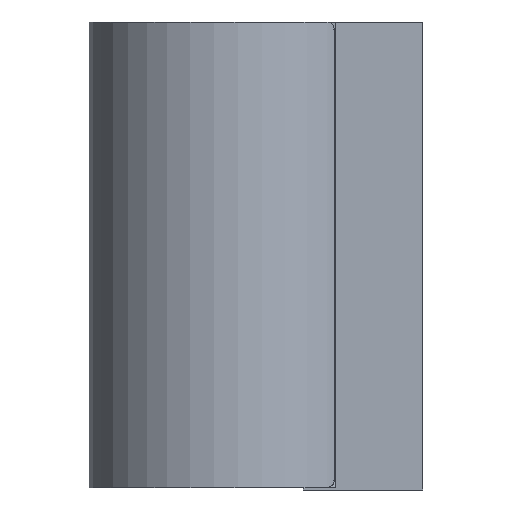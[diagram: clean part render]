
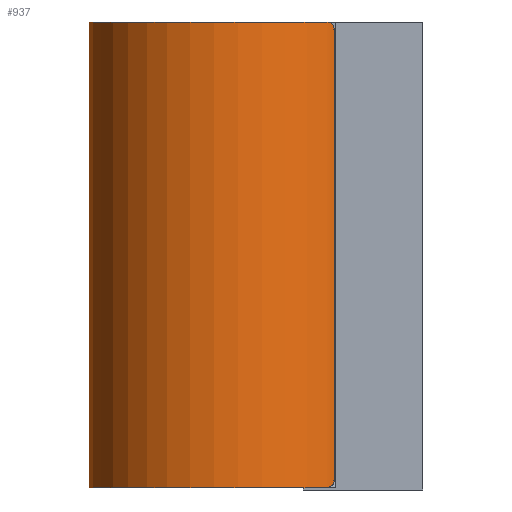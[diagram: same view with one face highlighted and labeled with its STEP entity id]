
A CAD part, left-side view. The second image highlights one B-rep face of the part: STEP entity #937.
In plain terms, the highlighted cylindrical face has radius 30 mm (diameter 60 mm), a partial arc.
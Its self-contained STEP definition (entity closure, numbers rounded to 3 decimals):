
#19=B_SPLINE_CURVE_WITH_KNOTS('',3,(#1575,#1576,#1577,#1578,#1579,#1580,
#1581,#1582,#1583,#1584),.UNSPECIFIED.,.F.,.F.,(4,2,2,2,4),(0.871,
0.956,1.041,1.096,1.151),
 .UNSPECIFIED.);
#21=B_SPLINE_CURVE_WITH_KNOTS('',3,(#1611,#1612,#1613,#1614,#1615,#1616,
#1617,#1618,#1619,#1620),.UNSPECIFIED.,.F.,.F.,(4,2,2,2,4),(1.151,
1.207,1.262,1.347,1.432),
 .UNSPECIFIED.);
#22=B_SPLINE_CURVE_WITH_KNOTS('',3,(#1624,#1625,#1626,#1627,#1628,#1629,
#1630,#1631,#1632,#1633),.UNSPECIFIED.,.F.,.F.,(4,2,2,2,4),(0.295,
0.38,0.465,0.52,0.576),
 .UNSPECIFIED.);
#23=B_SPLINE_CURVE_WITH_KNOTS('',3,(#1636,#1637,#1638,#1639,#1640,#1641,
#1642,#1643,#1644,#1645),.UNSPECIFIED.,.F.,.F.,(4,2,2,2,4),(0.576,
0.631,0.686,0.771,0.856),
 .UNSPECIFIED.);
#112=FACE_OUTER_BOUND('',#170,.T.);
#170=EDGE_LOOP('',(#836,#837,#838,#839,#840,#841,#842,#843));
#258=LINE('',#1603,#348);
#261=LINE('',#1622,#351);
#348=VECTOR('',#1313,10.);
#351=VECTOR('',#1320,10.);
#388=CIRCLE('',#1074,30.);
#389=CIRCLE('',#1075,30.);
#464=VERTEX_POINT('',#1573);
#465=VERTEX_POINT('',#1574);
#468=VERTEX_POINT('',#1602);
#470=VERTEX_POINT('',#1608);
#471=VERTEX_POINT('',#1610);
#472=VERTEX_POINT('',#1621);
#473=VERTEX_POINT('',#1623);
#474=VERTEX_POINT('',#1634);
#588=EDGE_CURVE('',#464,#465,#19,.T.);
#592=EDGE_CURVE('',#465,#468,#258,.T.);
#595=EDGE_CURVE('',#470,#464,#388,.T.);
#596=EDGE_CURVE('',#471,#470,#21,.T.);
#597=EDGE_CURVE('',#471,#472,#261,.T.);
#598=EDGE_CURVE('',#473,#472,#22,.T.);
#599=EDGE_CURVE('',#474,#473,#389,.T.);
#600=EDGE_CURVE('',#468,#474,#23,.T.);
#836=ORIENTED_EDGE('',*,*,#588,.F.);
#837=ORIENTED_EDGE('',*,*,#595,.F.);
#838=ORIENTED_EDGE('',*,*,#596,.F.);
#839=ORIENTED_EDGE('',*,*,#597,.T.);
#840=ORIENTED_EDGE('',*,*,#598,.F.);
#841=ORIENTED_EDGE('',*,*,#599,.F.);
#842=ORIENTED_EDGE('',*,*,#600,.F.);
#843=ORIENTED_EDGE('',*,*,#592,.F.);
#892=CYLINDRICAL_SURFACE('',#1073,30.);
#937=ADVANCED_FACE('',(#112),#892,.T.);
#1073=AXIS2_PLACEMENT_3D('',#1607,#1316,#1317);
#1074=AXIS2_PLACEMENT_3D('',#1609,#1318,#1319);
#1075=AXIS2_PLACEMENT_3D('',#1635,#1321,#1322);
#1313=DIRECTION('',(0.,0.,-1.));
#1316=DIRECTION('center_axis',(0.,0.,-1.));
#1317=DIRECTION('ref_axis',(0.,1.,0.));
#1318=DIRECTION('center_axis',(0.,0.,1.));
#1319=DIRECTION('ref_axis',(1.,0.,0.));
#1320=DIRECTION('',(0.,0.,-1.));
#1321=DIRECTION('center_axis',(0.,0.,-1.));
#1322=DIRECTION('ref_axis',(1.,0.,0.));
#1573=CARTESIAN_POINT('',(-22.5,-19.843,0.));
#1574=CARTESIAN_POINT('',(-21.,-21.424,-1.5));
#1575=CARTESIAN_POINT('Ctrl Pts',(-22.5,-19.843,0.));
#1576=CARTESIAN_POINT('Ctrl Pts',(-22.313,-20.055,0.));
#1577=CARTESIAN_POINT('Ctrl Pts',(-22.106,-20.283,-0.037));
#1578=CARTESIAN_POINT('Ctrl Pts',(-21.71,-20.707,-0.207));
#1579=CARTESIAN_POINT('Ctrl Pts',(-21.52,-20.903,-0.341));
#1580=CARTESIAN_POINT('Ctrl Pts',(-21.265,-21.162,-0.635));
#1581=CARTESIAN_POINT('Ctrl Pts',(-21.169,-21.258,-0.785));
#1582=CARTESIAN_POINT('Ctrl Pts',(-21.036,-21.389,-1.125));
#1583=CARTESIAN_POINT('Ctrl Pts',(-21.,-21.424,-1.315));
#1584=CARTESIAN_POINT('Ctrl Pts',(-21.,-21.424,-1.5));
#1602=CARTESIAN_POINT('',(-21.,-21.424,-96.));
#1603=CARTESIAN_POINT('',(-21.,-21.424,0.));
#1607=CARTESIAN_POINT('Origin',(0.,0.,
0.));
#1608=CARTESIAN_POINT('',(22.5,-19.843,0.));
#1609=CARTESIAN_POINT('Origin',(0.,0.,
0.));
#1610=CARTESIAN_POINT('',(21.,-21.424,-1.5));
#1611=CARTESIAN_POINT('Ctrl Pts',(21.,-21.424,-1.5));
#1612=CARTESIAN_POINT('Ctrl Pts',(21.,-21.424,-1.315));
#1613=CARTESIAN_POINT('Ctrl Pts',(21.036,-21.389,-1.125));
#1614=CARTESIAN_POINT('Ctrl Pts',(21.169,-21.258,-0.785));
#1615=CARTESIAN_POINT('Ctrl Pts',(21.265,-21.162,-0.635));
#1616=CARTESIAN_POINT('Ctrl Pts',(21.52,-20.903,-0.341));
#1617=CARTESIAN_POINT('Ctrl Pts',(21.71,-20.707,-0.207));
#1618=CARTESIAN_POINT('Ctrl Pts',(22.106,-20.283,-0.037));
#1619=CARTESIAN_POINT('Ctrl Pts',(22.313,-20.055,0.));
#1620=CARTESIAN_POINT('Ctrl Pts',(22.5,-19.843,0.));
#1621=CARTESIAN_POINT('',(21.,-21.424,-96.));
#1622=CARTESIAN_POINT('',(21.,-21.424,0.));
#1623=CARTESIAN_POINT('',(22.5,-19.843,-97.5));
#1624=CARTESIAN_POINT('Ctrl Pts',(22.5,-19.843,-97.5));
#1625=CARTESIAN_POINT('Ctrl Pts',(22.313,-20.055,-97.5));
#1626=CARTESIAN_POINT('Ctrl Pts',(22.106,-20.283,-97.463));
#1627=CARTESIAN_POINT('Ctrl Pts',(21.71,-20.707,-97.293));
#1628=CARTESIAN_POINT('Ctrl Pts',(21.52,-20.903,-97.159));
#1629=CARTESIAN_POINT('Ctrl Pts',(21.265,-21.162,-96.865));
#1630=CARTESIAN_POINT('Ctrl Pts',(21.169,-21.258,-96.715));
#1631=CARTESIAN_POINT('Ctrl Pts',(21.036,-21.389,-96.375));
#1632=CARTESIAN_POINT('Ctrl Pts',(21.,-21.424,-96.185));
#1633=CARTESIAN_POINT('Ctrl Pts',(21.,-21.424,-96.));
#1634=CARTESIAN_POINT('',(-22.5,-19.843,-97.5));
#1635=CARTESIAN_POINT('Origin',(0.,0.,
-97.5));
#1636=CARTESIAN_POINT('Ctrl Pts',(-21.,-21.424,-96.));
#1637=CARTESIAN_POINT('Ctrl Pts',(-21.,-21.424,-96.185));
#1638=CARTESIAN_POINT('Ctrl Pts',(-21.036,-21.389,-96.375));
#1639=CARTESIAN_POINT('Ctrl Pts',(-21.169,-21.258,-96.715));
#1640=CARTESIAN_POINT('Ctrl Pts',(-21.265,-21.162,-96.865));
#1641=CARTESIAN_POINT('Ctrl Pts',(-21.52,-20.903,-97.159));
#1642=CARTESIAN_POINT('Ctrl Pts',(-21.71,-20.707,-97.293));
#1643=CARTESIAN_POINT('Ctrl Pts',(-22.106,-20.283,-97.463));
#1644=CARTESIAN_POINT('Ctrl Pts',(-22.313,-20.055,-97.5));
#1645=CARTESIAN_POINT('Ctrl Pts',(-22.5,-19.843,-97.5));
